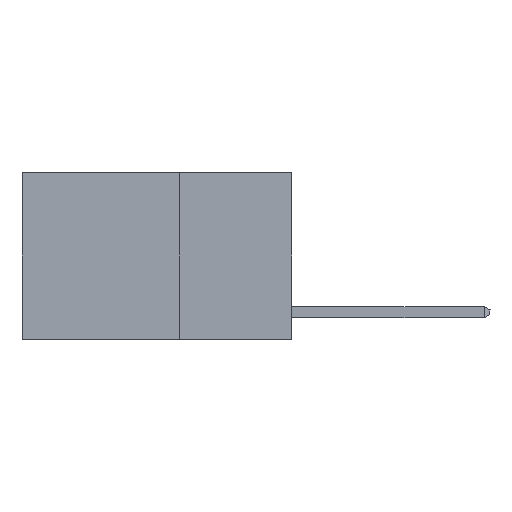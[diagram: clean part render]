
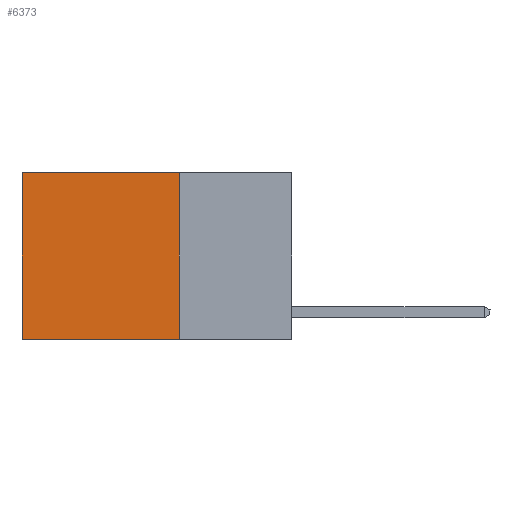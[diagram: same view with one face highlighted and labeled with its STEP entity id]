
A CAD part, left-side view. The second image highlights one B-rep face of the part: STEP entity #6373.
In plain terms, the highlighted planar face has unit normal (-1, 0, 0).
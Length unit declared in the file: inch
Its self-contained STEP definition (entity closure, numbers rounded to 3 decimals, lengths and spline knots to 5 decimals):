
#875 = VERTEX_POINT ( 'NONE', #14110 ) ;
#1491 = VECTOR ( 'NONE', #13089, 39.37008 ) ;
#2124 = CARTESIAN_POINT ( 'NONE',  ( 0.2625, 0.6, -0.37 ) ) ;
#2639 = CARTESIAN_POINT ( 'NONE',  ( 0.2625, 0.25, -0.37 ) ) ;
#3568 = CARTESIAN_POINT ( 'NONE',  ( 0.2625, 0.25, 0. ) ) ;
#4023 = VECTOR ( 'NONE', #9155, 39.37008 ) ;
#5373 = DIRECTION ( 'NONE',  ( 0., 0., -1. ) ) ;
#6373 = ADVANCED_FACE ( 'NONE', ( #18938 ), #11641, .F. ) ;
#6472 = CARTESIAN_POINT ( 'NONE',  ( 0.2625, 0.25, -0.37 ) ) ;
#6718 = EDGE_CURVE ( 'NONE', #875, #11659, #12773, .T. ) ;
#7838 = CARTESIAN_POINT ( 'NONE',  ( 0.2625, 0.25, 0. ) ) ;
#8334 = VECTOR ( 'NONE', #16930, 39.37008 ) ;
#9155 = DIRECTION ( 'NONE',  ( 0., 0., -1. ) ) ;
#9659 = DIRECTION ( 'NONE',  ( 1., 0., 0. ) ) ;
#10837 = ORIENTED_EDGE ( 'NONE', *, *, #14142, .F. ) ;
#11435 = VERTEX_POINT ( 'NONE', #6472 ) ;
#11641 = PLANE ( 'NONE',  #17735 ) ;
#11659 = VERTEX_POINT ( 'NONE', #17844 ) ;
#12236 = DIRECTION ( 'NONE',  ( 0., 0., -1. ) ) ;
#12773 = LINE ( 'NONE', #7838, #8334 ) ;
#13089 = DIRECTION ( 'NONE',  ( 0., 1., 0. ) ) ;
#13284 = VECTOR ( 'NONE', #12236, 39.37008 ) ;
#13858 = EDGE_CURVE ( 'NONE', #875, #11435, #14101, .T. ) ;
#13877 = ORIENTED_EDGE ( 'NONE', *, *, #16394, .T. ) ;
#14101 = LINE ( 'NONE', #18604, #4023 ) ;
#14110 = CARTESIAN_POINT ( 'NONE',  ( 0.2625, 0.25, 0. ) ) ;
#14142 = EDGE_CURVE ( 'NONE', #11435, #19350, #17725, .T. ) ;
#15349 = LINE ( 'NONE', #16771, #13284 ) ;
#16394 = EDGE_CURVE ( 'NONE', #11659, #19350, #15349, .T. ) ;
#16771 = CARTESIAN_POINT ( 'NONE',  ( 0.2625, 0.6, 0. ) ) ;
#16930 = DIRECTION ( 'NONE',  ( 0., 1., 0. ) ) ;
#17389 = ORIENTED_EDGE ( 'NONE', *, *, #13858, .F. ) ;
#17725 = LINE ( 'NONE', #2639, #1491 ) ;
#17735 = AXIS2_PLACEMENT_3D ( 'NONE', #3568, #9659, #5373 ) ;
#17844 = CARTESIAN_POINT ( 'NONE',  ( 0.2625, 0.6, 0. ) ) ;
#18249 = ORIENTED_EDGE ( 'NONE', *, *, #6718, .T. ) ;
#18604 = CARTESIAN_POINT ( 'NONE',  ( 0.2625, 0.25, 0. ) ) ;
#18938 = FACE_OUTER_BOUND ( 'NONE', #19655, .T. ) ;
#19350 = VERTEX_POINT ( 'NONE', #2124 ) ;
#19655 = EDGE_LOOP ( 'NONE', ( #13877, #10837, #17389, #18249 ) ) ;
